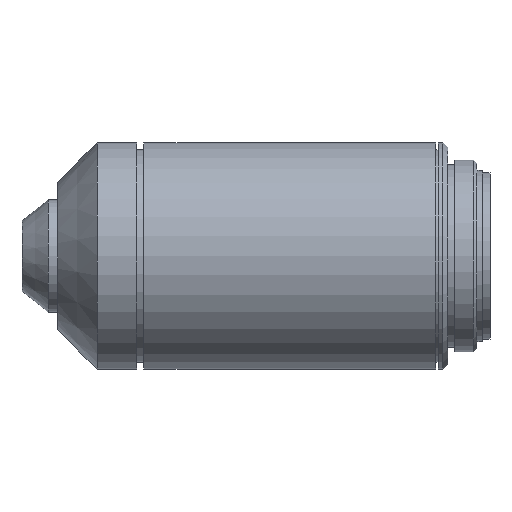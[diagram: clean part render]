
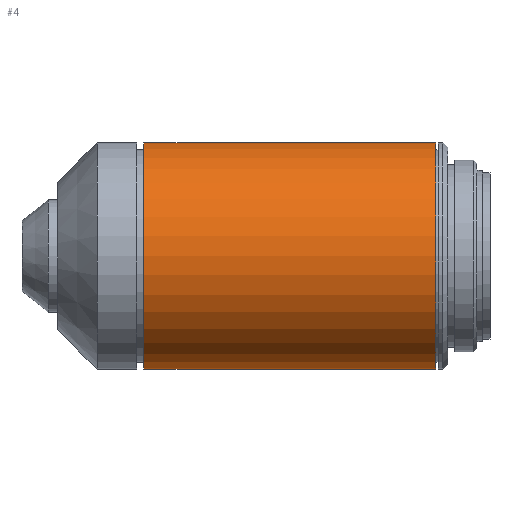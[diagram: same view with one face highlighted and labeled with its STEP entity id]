
A CAD part, top view. The second image highlights one B-rep face of the part: STEP entity #4.
In plain terms, the highlighted cylindrical face has radius 12 mm (diameter 24 mm), a partial arc.
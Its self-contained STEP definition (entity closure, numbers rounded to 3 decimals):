
#4 = ADVANCED_FACE ( 'NONE', ( #509 ), #924, .T. ) ;
#9 = AXIS2_PLACEMENT_3D ( 'NONE', #255, #78, #522 ) ;
#44 = ORIENTED_EDGE ( 'NONE', *, *, #199, .T. ) ;
#50 = DIRECTION ( 'NONE',  ( 0., 1., 0. ) ) ;
#78 = DIRECTION ( 'NONE',  ( 1., 0., 0. ) ) ;
#88 = ORIENTED_EDGE ( 'NONE', *, *, #697, .F. ) ;
#107 = CARTESIAN_POINT ( 'NONE',  ( -5.75, 0., 0. ) ) ;
#141 = AXIS2_PLACEMENT_3D ( 'NONE', #107, #846, #528 ) ;
#143 = CARTESIAN_POINT ( 'NONE',  ( 29.855, -12., 0. ) ) ;
#156 = DIRECTION ( 'NONE',  ( 1., 0., 0. ) ) ;
#161 = ORIENTED_EDGE ( 'NONE', *, *, #291, .T. ) ;
#199 = EDGE_CURVE ( 'NONE', #1033, #594, #611, .T. ) ;
#225 = DIRECTION ( 'NONE',  ( 1., 0., 0. ) ) ;
#255 = CARTESIAN_POINT ( 'NONE',  ( -36.65, 0., 0. ) ) ;
#276 = ORIENTED_EDGE ( 'NONE', *, *, #370, .F. ) ;
#291 = EDGE_CURVE ( 'NONE', #779, #1033, #524, .T. ) ;
#294 = CARTESIAN_POINT ( 'NONE',  ( -36.65, -12., 0. ) ) ;
#311 = EDGE_LOOP ( 'NONE', ( #161, #44, #276, #88 ) ) ;
#363 = VERTEX_POINT ( 'NONE', #822 ) ;
#370 = EDGE_CURVE ( 'NONE', #363, #594, #464, .T. ) ;
#464 = CIRCLE ( 'NONE', #141, 12. ) ;
#496 = VECTOR ( 'NONE', #225, 1000. ) ;
#509 = FACE_OUTER_BOUND ( 'NONE', #311, .T. ) ;
#512 = VECTOR ( 'NONE', #156, 1000. ) ;
#522 = DIRECTION ( 'NONE',  ( 0., 1., 0. ) ) ;
#524 = CIRCLE ( 'NONE', #9, 12. ) ;
#528 = DIRECTION ( 'NONE',  ( 0., 1., 0. ) ) ;
#559 = DIRECTION ( 'NONE',  ( 1., 0., 0. ) ) ;
#594 = VERTEX_POINT ( 'NONE', #862 ) ;
#611 = LINE ( 'NONE', #143, #512 ) ;
#626 = AXIS2_PLACEMENT_3D ( 'NONE', #787, #559, #50 ) ;
#642 = CARTESIAN_POINT ( 'NONE',  ( -36.65, 12., 0. ) ) ;
#697 = EDGE_CURVE ( 'NONE', #779, #363, #738, .T. ) ;
#738 = LINE ( 'NONE', #801, #496 ) ;
#779 = VERTEX_POINT ( 'NONE', #642 ) ;
#787 = CARTESIAN_POINT ( 'NONE',  ( 29.855, 0., 0. ) ) ;
#801 = CARTESIAN_POINT ( 'NONE',  ( 29.855, 12., 0. ) ) ;
#822 = CARTESIAN_POINT ( 'NONE',  ( -5.75, 12., 0. ) ) ;
#846 = DIRECTION ( 'NONE',  ( 1., 0., 0. ) ) ;
#862 = CARTESIAN_POINT ( 'NONE',  ( -5.75, -12., 0. ) ) ;
#924 = CYLINDRICAL_SURFACE ( 'NONE', #626, 12. ) ;
#1033 = VERTEX_POINT ( 'NONE', #294 ) ;
